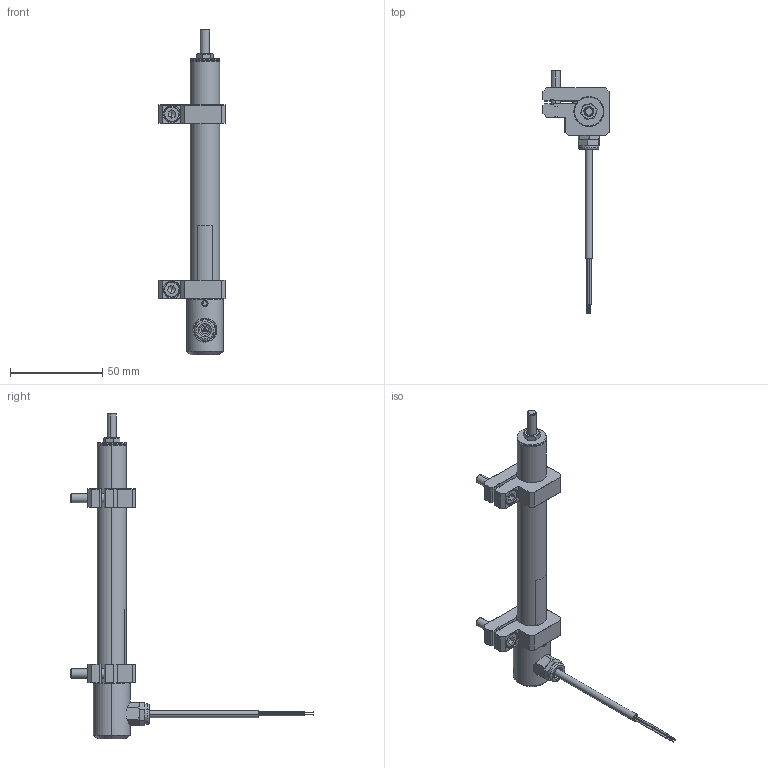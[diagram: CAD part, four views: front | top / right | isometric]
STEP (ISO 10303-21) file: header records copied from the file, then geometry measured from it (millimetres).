
FILE_DESCRIPTION (( 'STEP AP214' ), '1' );
FILE_NAME ('TX2_0100_Kabel_ein_Montageblock.STEP', '2011-01-27T12:13:23', ( 'novotechnik' ), ( 'novotechnik' ), 'SwSTEP 2.0', 'SolidWorks 2010', '' );
FILE_SCHEMA (( 'AUTOMOTIVE_DESIGN' ));
Length unit declared in the file: millimetre
Products named in the file (1): TX2_0100_Kabel_ein_Montageblock
Bounding box: 36 x 132.1 x 176.9 mm (x, y, z)
Surface area: 19039.3 mm2 (no closed solid volume)
Topology: 0 solids, 19 shells, 305 faces, 829 edges, 512 vertices
Faces by surface type: cylinder 119, plane 118, cone 45, torus 21, bspline 2
Entity records: 12991 total; most frequent: CARTESIAN_POINT 2322, DIRECTION 1540, ORIENTED_EDGE 1403, EDGE_CURVE 825, AXIS2_PLACEMENT_3D 550, VERTEX_POINT 512, VECTOR 440, LINE 440
